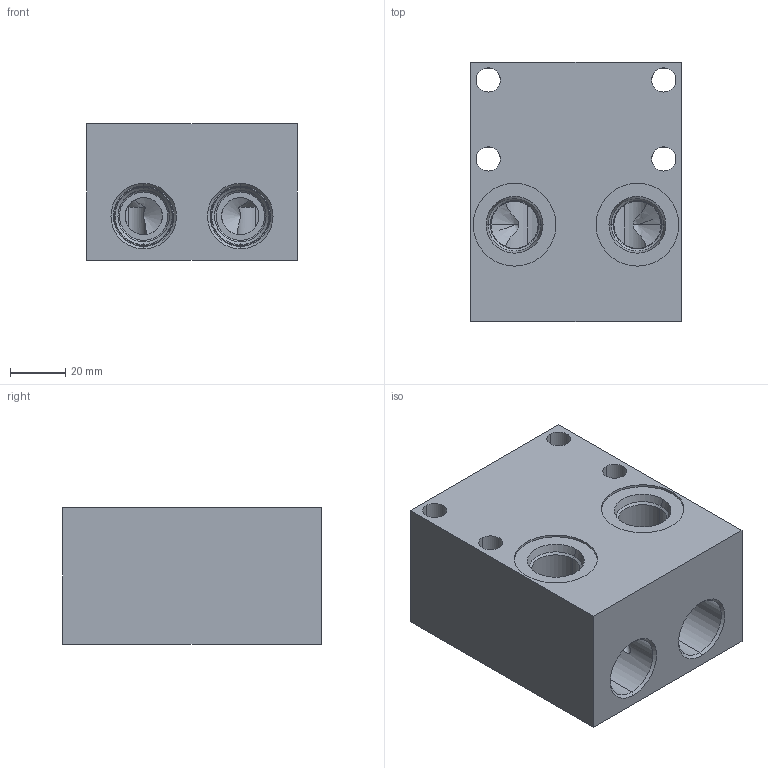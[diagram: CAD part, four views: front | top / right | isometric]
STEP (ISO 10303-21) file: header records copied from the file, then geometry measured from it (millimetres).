
FILE_DESCRIPTION((''),'2;1');
FILE_NAME('YWC_ASM','2019-10-15T',('ProEService'),(''),'PRO/ENGINEER BY PARAMETRIC TECHNOLOGY CORPORATION, 2014200','PRO/ENGINEER BY PARAMETRIC TECHNOLOGY CORPORATION, 2014200','');
FILE_SCHEMA(('CONFIG_CONTROL_DESIGN'));
Length unit declared in the file: inch
Products named in the file (2): 150-770-004; YWC_ASM
Assembly tree (1 placements, depth 2):
  YWC_ASM
    150-770-004
Bounding box: 76.2 x 93.68 x 49.23 mm (x, y, z)
Volume: 281687.6 mm3; surface area: 47485.6 mm2
Topology: 1 solids, 1 shells, 108 faces, 440 edges, 407 vertices
Faces by surface type: cylinder 52, cone 44, plane 12
Entity records: 5223 total; most frequent: CARTESIAN_POINT 1713, DIRECTION 732, ORIENTED_EDGE 520, VECTOR 276, LINE 276, EDGE_CURVE 260, AXIS2_PLACEMENT_3D 228, TRIMMED_CURVE 168
